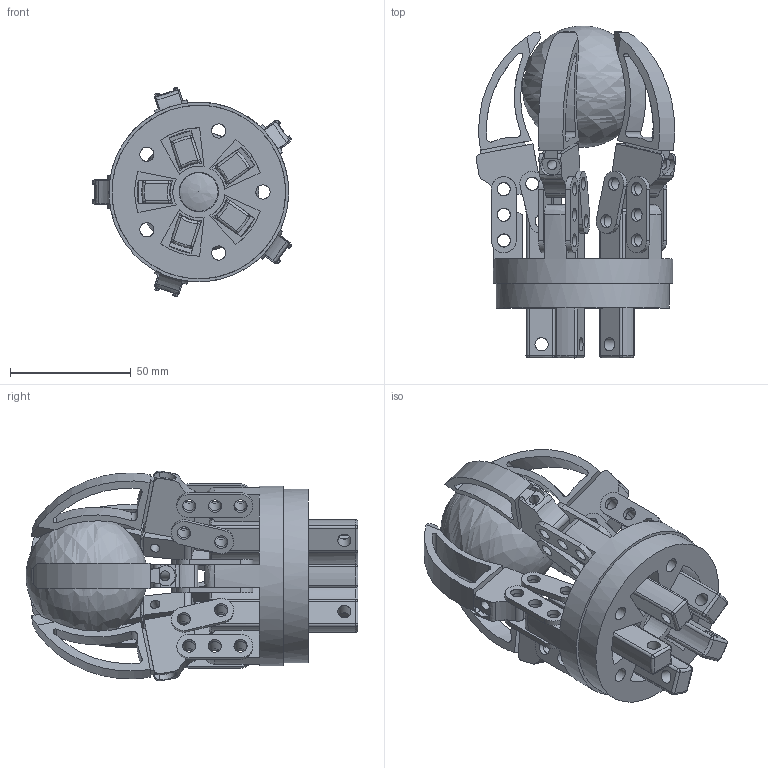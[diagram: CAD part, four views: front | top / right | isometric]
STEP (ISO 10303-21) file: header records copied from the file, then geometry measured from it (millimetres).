
FILE_DESCRIPTION(('FreeCAD Model'),'2;1');
FILE_NAME('Open CASCADE Shape Model','2025-05-03T04:13:05',('FreeCAD'),( 'FreeCAD'),'Open CASCADE STEP processor 7.6','FreeCAD','Unknown');
FILE_SCHEMA(('AUTOMOTIVE_DESIGN { 1 0 10303 214 1 1 1 1 }'));
Length unit declared in the file: millimetre
Products named in the file (1): Open CASCADE STEP translator 7.6 1
Bounding box: 82.68 x 137.5 x 86.93 mm (x, y, z)
Volume: 212095.8 mm3; surface area: 94074.6 mm2
Topology: 38 solids, 38 shells, 644 faces, 1550 edges, 976 vertices
Faces by surface type: bspline 644
Entity records: 19966 total; most frequent: CARTESIAN_POINT 10759, ORIENTED_EDGE 3092, EDGE_CURVE 1546, VERTEX_POINT 973, FACE_BOUND 863, EDGE_LOOP 862, B_SPLINE_CURVE_WITH_KNOTS 849, ADVANCED_FACE 644
